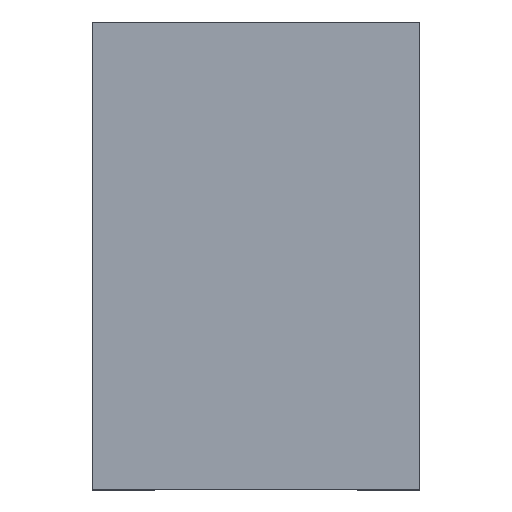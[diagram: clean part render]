
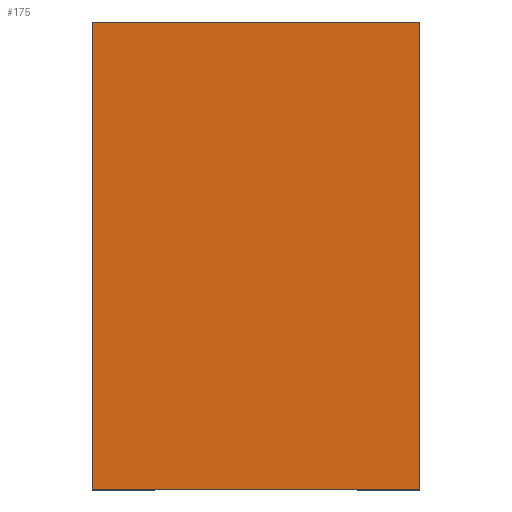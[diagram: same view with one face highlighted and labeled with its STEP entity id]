
A CAD part, top view. The second image highlights one B-rep face of the part: STEP entity #175.
In plain terms, the highlighted planar face has unit normal (0, 0, 1).
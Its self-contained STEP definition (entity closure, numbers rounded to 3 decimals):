
#1 = EDGE_CURVE ( 'NONE', #289, #7, #295, .T. ) ;
#2 = LINE ( 'NONE', #23, #253 ) ;
#7 = VERTEX_POINT ( 'NONE', #246 ) ;
#11 = EDGE_LOOP ( 'NONE', ( #262, #85, #61, #244 ) ) ;
#12 = PLANE ( 'NONE',  #73 ) ;
#23 = CARTESIAN_POINT ( 'NONE',  ( 7., 0., 4.5 ) ) ;
#32 = VERTEX_POINT ( 'NONE', #247 ) ;
#44 = DIRECTION ( 'NONE',  ( 0., -1., 0. ) ) ;
#50 = CARTESIAN_POINT ( 'NONE',  ( -7., 20., 4.5 ) ) ;
#54 = EDGE_CURVE ( 'NONE', #32, #147, #88, .T. ) ;
#61 = ORIENTED_EDGE ( 'NONE', *, *, #114, .F. ) ;
#70 = CARTESIAN_POINT ( 'NONE',  ( 7., 20., 4.5 ) ) ;
#73 = AXIS2_PLACEMENT_3D ( 'NONE', #140, #157, #91 ) ;
#85 = ORIENTED_EDGE ( 'NONE', *, *, #54, .F. ) ;
#88 = LINE ( 'NONE', #70, #252 ) ;
#91 = DIRECTION ( 'NONE',  ( -1., 0., 0. ) ) ;
#92 = LINE ( 'NONE', #119, #102 ) ;
#102 = VECTOR ( 'NONE', #135, 1000. ) ;
#112 = CARTESIAN_POINT ( 'NONE',  ( 7., 0., 4.5 ) ) ;
#114 = EDGE_CURVE ( 'NONE', #289, #32, #92, .T. ) ;
#119 = CARTESIAN_POINT ( 'NONE',  ( 7., 20., 4.5 ) ) ;
#135 = DIRECTION ( 'NONE',  ( 1., 0., 0. ) ) ;
#140 = CARTESIAN_POINT ( 'NONE',  ( 7., 20., 4.5 ) ) ;
#142 = DIRECTION ( 'NONE',  ( 1., 0., 0. ) ) ;
#147 = VERTEX_POINT ( 'NONE', #112 ) ;
#156 = CARTESIAN_POINT ( 'NONE',  ( -7., 20., 4.5 ) ) ;
#157 = DIRECTION ( 'NONE',  ( 0., 0., -1. ) ) ;
#175 = ADVANCED_FACE ( 'NONE', ( #179 ), #12, .F. ) ;
#179 = FACE_OUTER_BOUND ( 'NONE', #11, .T. ) ;
#203 = VECTOR ( 'NONE', #44, 1000. ) ;
#244 = ORIENTED_EDGE ( 'NONE', *, *, #1, .T. ) ;
#246 = CARTESIAN_POINT ( 'NONE',  ( -7., 0., 4.5 ) ) ;
#247 = CARTESIAN_POINT ( 'NONE',  ( 7., 20., 4.5 ) ) ;
#252 = VECTOR ( 'NONE', #300, 1000. ) ;
#253 = VECTOR ( 'NONE', #142, 1000. ) ;
#259 = EDGE_CURVE ( 'NONE', #7, #147, #2, .T. ) ;
#262 = ORIENTED_EDGE ( 'NONE', *, *, #259, .T. ) ;
#289 = VERTEX_POINT ( 'NONE', #50 ) ;
#295 = LINE ( 'NONE', #156, #203 ) ;
#300 = DIRECTION ( 'NONE',  ( 0., -1., 0. ) ) ;
